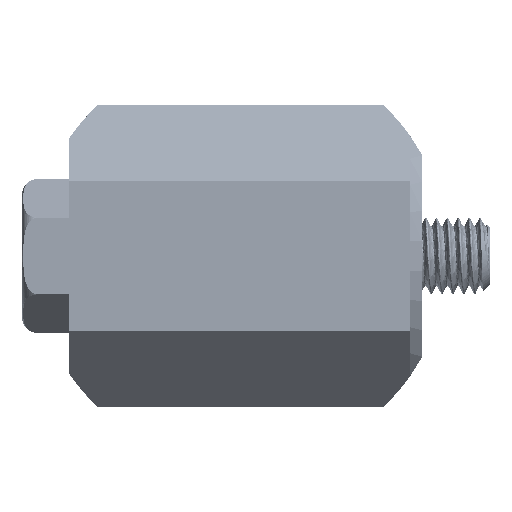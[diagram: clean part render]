
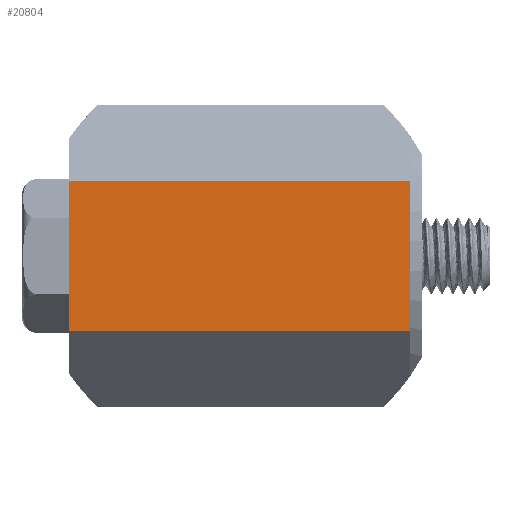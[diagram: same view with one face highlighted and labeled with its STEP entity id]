
A CAD part, left-side view. The second image highlights one B-rep face of the part: STEP entity #20804.
In plain terms, the highlighted planar face has unit normal (-1, 0, 0).
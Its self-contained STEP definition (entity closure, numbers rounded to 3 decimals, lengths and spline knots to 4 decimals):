
#498=PLANE('',#23656);
#855=LINE('',#59568,#1129);
#987=LINE('',#60953,#1261);
#988=LINE('',#60954,#1262);
#989=LINE('',#60955,#1263);
#1129=VECTOR('',#29028,0.3937);
#1261=VECTOR('',#29404,0.3937);
#1262=VECTOR('',#29405,0.3937);
#1263=VECTOR('',#29406,0.3937);
#2274=FACE_OUTER_BOUND('',#3468,.T.);
#3468=EDGE_LOOP('',(#18235,#18236,#18237,#18238));
#8364=VERTEX_POINT('',#59565);
#8365=VERTEX_POINT('',#59567);
#8522=VERTEX_POINT('',#60951);
#8523=VERTEX_POINT('',#60952);
#11541=EDGE_CURVE('',#8364,#8365,#855,.T.);
#11764=EDGE_CURVE('',#8522,#8523,#987,.T.);
#11765=EDGE_CURVE('',#8365,#8523,#988,.T.);
#11766=EDGE_CURVE('',#8522,#8364,#989,.T.);
#18235=ORIENTED_EDGE('',*,*,#11764,.T.);
#18236=ORIENTED_EDGE('',*,*,#11765,.F.);
#18237=ORIENTED_EDGE('',*,*,#11541,.F.);
#18238=ORIENTED_EDGE('',*,*,#11766,.F.);
#20804=ADVANCED_FACE('',(#2274),#498,.T.);
#23656=AXIS2_PLACEMENT_3D('',#60950,#29402,#29403);
#29028=DIRECTION('',(0.,0.,1.));
#29402=DIRECTION('center_axis',(-1.,0.,0.));
#29403=DIRECTION('ref_axis',(0.,0.,1.));
#29404=DIRECTION('',(0.,0.,1.));
#29405=DIRECTION('',(0.,-1.,0.));
#29406=DIRECTION('',(0.,1.,0.));
#59565=CARTESIAN_POINT('',(-0.669,1.16,-0.245));
#59567=CARTESIAN_POINT('',(-0.669,1.16,0.245));
#59568=CARTESIAN_POINT('',(-0.669,1.16,0.495));
#60950=CARTESIAN_POINT('Origin',(-0.669,0.,-0.495));
#60951=CARTESIAN_POINT('',(-0.669,0.04,-0.245));
#60952=CARTESIAN_POINT('',(-0.669,0.04,0.245));
#60953=CARTESIAN_POINT('',(-0.669,0.04,-0.2475));
#60954=CARTESIAN_POINT('',(-0.669,0.,0.245));
#60955=CARTESIAN_POINT('',(-0.669,0.,-0.245));
